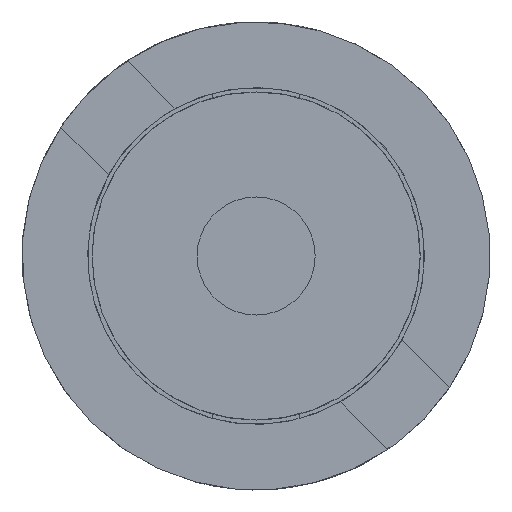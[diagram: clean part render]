
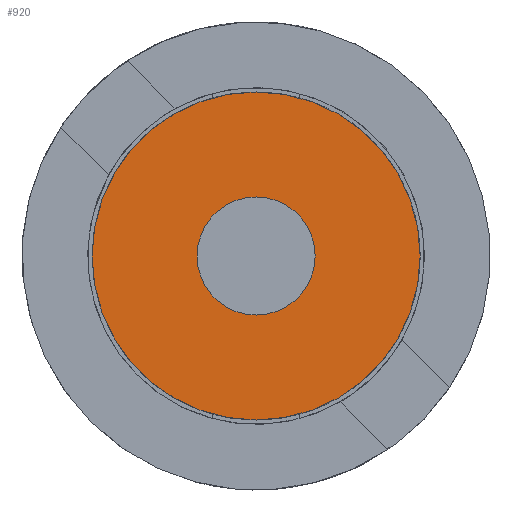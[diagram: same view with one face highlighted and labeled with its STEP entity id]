
A CAD part, front view. The second image highlights one B-rep face of the part: STEP entity #920.
In plain terms, the highlighted planar face has unit normal (0, -1, 0).
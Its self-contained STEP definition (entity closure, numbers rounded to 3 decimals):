
#59=FACE_BOUND('',#176,.T.);
#110=FACE_OUTER_BOUND('',#175,.T.);
#175=EDGE_LOOP('',(#690));
#176=EDGE_LOOP('',(#691));
#364=CIRCLE('',#1036,7.5);
#371=CIRCLE('',#1049,2.7);
#432=VERTEX_POINT('',#1531);
#438=VERTEX_POINT('',#1553);
#522=EDGE_CURVE('',#432,#432,#364,.T.);
#532=EDGE_CURVE('',#438,#438,#371,.F.);
#690=ORIENTED_EDGE('',*,*,#522,.T.);
#691=ORIENTED_EDGE('',*,*,#532,.F.);
#875=PLANE('',#1050);
#920=ADVANCED_FACE('',(#110,#59),#875,.F.);
#1036=AXIS2_PLACEMENT_3D('',#1533,#1206,#1207);
#1049=AXIS2_PLACEMENT_3D('',#1555,#1235,#1236);
#1050=AXIS2_PLACEMENT_3D('',#1556,#1237,#1238);
#1206=DIRECTION('center_axis',(0.,-1.,0.));
#1207=DIRECTION('ref_axis',(1.,0.,0.));
#1235=DIRECTION('center_axis',(0.,1.,0.));
#1236=DIRECTION('ref_axis',(1.,0.,0.));
#1237=DIRECTION('center_axis',(0.,1.,0.));
#1238=DIRECTION('ref_axis',(1.,0.,0.));
#1531=CARTESIAN_POINT('',(-7.5,0.,0.));
#1533=CARTESIAN_POINT('Origin',(0.,0.,0.));
#1553=CARTESIAN_POINT('',(-2.7,0.,0.));
#1555=CARTESIAN_POINT('Origin',(0.,0.,0.));
#1556=CARTESIAN_POINT('Origin',(0.,0.,0.));
